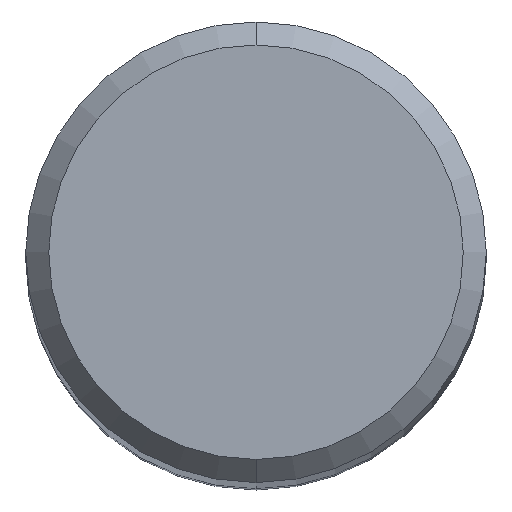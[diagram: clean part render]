
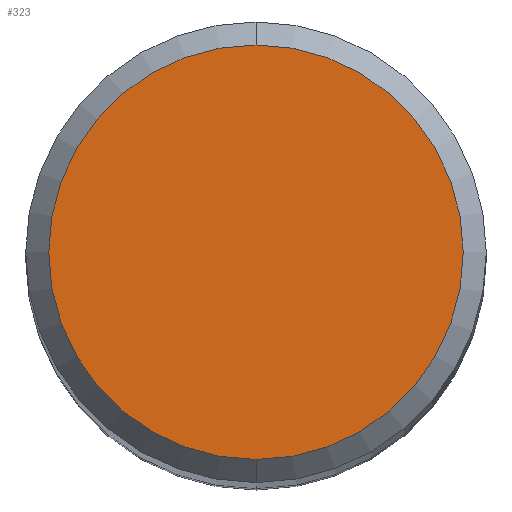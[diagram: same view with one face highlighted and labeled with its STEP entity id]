
A CAD part, top view. The second image highlights one B-rep face of the part: STEP entity #323.
In plain terms, the highlighted planar face has unit normal (0, 0, 1).
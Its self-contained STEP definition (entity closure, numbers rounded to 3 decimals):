
#177=EDGE_CURVE('',#255,#251,#453,.T.);
#251=VERTEX_POINT('',#533);
#255=VERTEX_POINT('',#537);
#309=EDGE_CURVE('',#251,#255,#595,.T.);
#323=ADVANCED_FACE('',(#612),#613,.T.);
#453=CIRCLE('',#803,3.6);
#533=CARTESIAN_POINT('',(0.0,3.6,0.0));
#537=CARTESIAN_POINT('',(0.,-3.6,0.0));
#595=CIRCLE('',#1109,3.6);
#612=FACE_OUTER_BOUND('',#1129,.T.);
#613=PLANE('',#1130);
#803=AXIS2_PLACEMENT_3D('',#1337,#1338,#1339);
#1109=AXIS2_PLACEMENT_3D('',#1490,#1491,#1492);
#1129=EDGE_LOOP('',(#1523,#1524));
#1130=AXIS2_PLACEMENT_3D('',#1525,#1526,#1527);
#1337=CARTESIAN_POINT('',(0.0,0.0,0.0));
#1338=DIRECTION('',(0.0,0.0,-1.0));
#1339=DIRECTION('',(0.0,1.0,0.0));
#1490=CARTESIAN_POINT('',(0.0,0.0,0.0));
#1491=DIRECTION('',(0.0,0.0,-1.0));
#1492=DIRECTION('',(0.0,1.0,0.0));
#1523=ORIENTED_EDGE('',*,*,#309,.F.);
#1524=ORIENTED_EDGE('',*,*,#177,.F.);
#1525=CARTESIAN_POINT('',(0.0,1.8,0.0));
#1526=DIRECTION('',(-0.0,0.0,1.0));
#1527=DIRECTION('',(0.0,-1.0,0.0));
